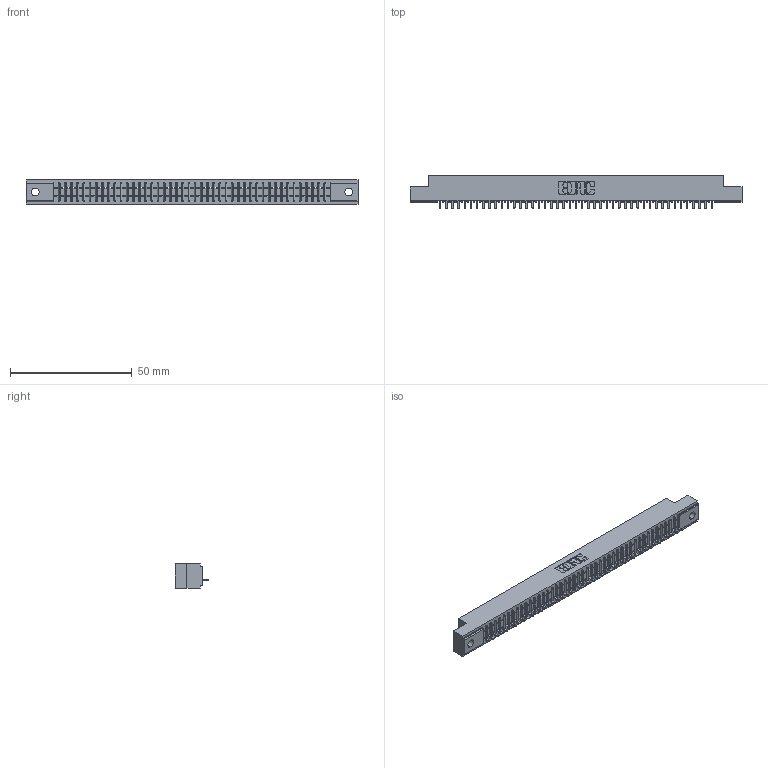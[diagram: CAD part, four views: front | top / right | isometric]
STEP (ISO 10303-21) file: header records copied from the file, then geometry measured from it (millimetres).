
FILE_DESCRIPTION (( 'STEP AP203' ), '1' );
FILE_NAME ('341-045-524-102.STEP', '2018-08-07T03:07:59', ( '' ), ( '' ), 'SwSTEP 2.0', 'SolidWorks 2016', '' );
FILE_SCHEMA (( 'CONFIG_CONTROL_DESIGN' ));
Length unit declared in the file: inch
Products named in the file (3): 341-292-001_341-292-124; 341-045-524-102; 341 Part_.128 (3.25) Dia Mounting Holes
Assembly tree (46 placements, depth 2):
  341-045-524-102
    341 Part_.128 (3.25) Dia Mounting Holes
    341-292-001_341-292-124  x45
Bounding box: 136.53 x 13.64 x 10.16 mm (x, y, z)
Volume: 9717.9 mm3; surface area: 14766.9 mm2
Topology: 46 solids, 46 shells, 3806 faces, 10981 edges, 7046 vertices
Faces by surface type: plane 2363, cylinder 1263, sphere 92, torus 88
Entity records: 52622 total; most frequent: CARTESIAN_POINT 8942, ORIENTED_EDGE 8930, DIRECTION 8629, EDGE_CURVE 4465, VECTOR 3611, LINE 3611, VERTEX_POINT 2822, AXIS2_PLACEMENT_3D 2509
